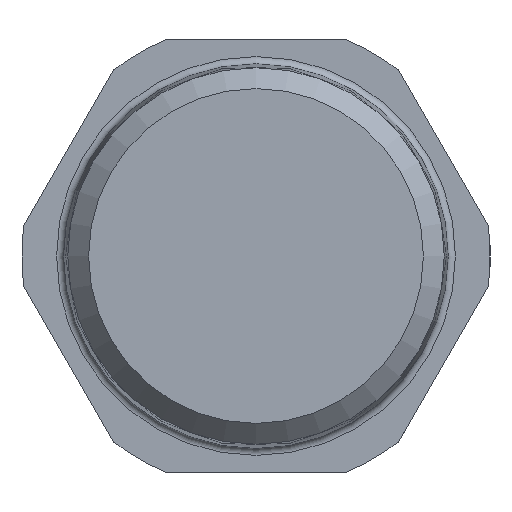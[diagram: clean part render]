
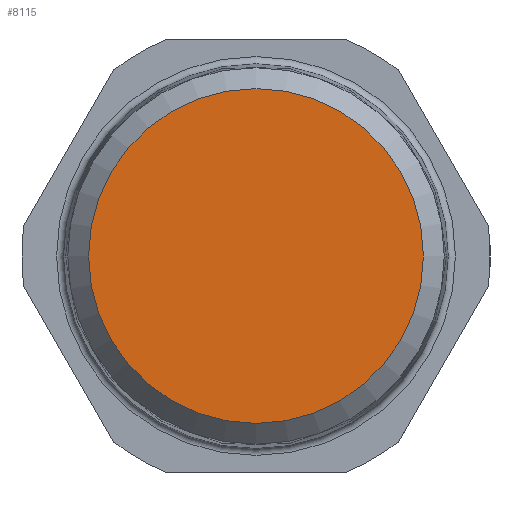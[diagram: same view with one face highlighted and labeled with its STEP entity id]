
A CAD part, left-side view. The second image highlights one B-rep face of the part: STEP entity #8115.
In plain terms, the highlighted planar face has unit normal (-1, 0, 0).
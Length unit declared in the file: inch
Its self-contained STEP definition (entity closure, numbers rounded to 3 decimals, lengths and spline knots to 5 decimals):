
#1036=PLANE('',#9068);
#1455=FACE_OUTER_BOUND('',#1896,.T.);
#1896=EDGE_LOOP('',(#6999,#7000));
#2419=CIRCLE('',#9069,0.45715);
#2420=CIRCLE('',#9070,0.45715);
#3473=VERTEX_POINT('',#16686);
#3474=VERTEX_POINT('',#16687);
#4658=EDGE_CURVE('',#3473,#3474,#2419,.T.);
#4659=EDGE_CURVE('',#3474,#3473,#2420,.T.);
#6999=ORIENTED_EDGE('',*,*,#4658,.F.);
#7000=ORIENTED_EDGE('',*,*,#4659,.F.);
#8115=ADVANCED_FACE('',(#1455),#1036,.T.);
#9068=AXIS2_PLACEMENT_3D('',#16685,#11203,#11204);
#9069=AXIS2_PLACEMENT_3D('',#16688,#11205,#11206);
#9070=AXIS2_PLACEMENT_3D('',#16689,#11207,#11208);
#11203=DIRECTION('center_axis',(-1.,0.,0.));
#11204=DIRECTION('ref_axis',(0.,0.,
-1.));
#11205=DIRECTION('center_axis',(1.,0.,0.));
#11206=DIRECTION('ref_axis',(0.,0.,
1.));
#11207=DIRECTION('center_axis',(1.,0.,0.));
#11208=DIRECTION('ref_axis',(0.,0.,
1.));
#16685=CARTESIAN_POINT('Origin',(-1.67716,-0.45715,0.));
#16686=CARTESIAN_POINT('',(-1.67716,-0.45715,0.));
#16687=CARTESIAN_POINT('',(-1.67716,0.45715,0.));
#16688=CARTESIAN_POINT('Origin',(-1.67716,0.,
0.));
#16689=CARTESIAN_POINT('Origin',(-1.67716,0.,
0.));
